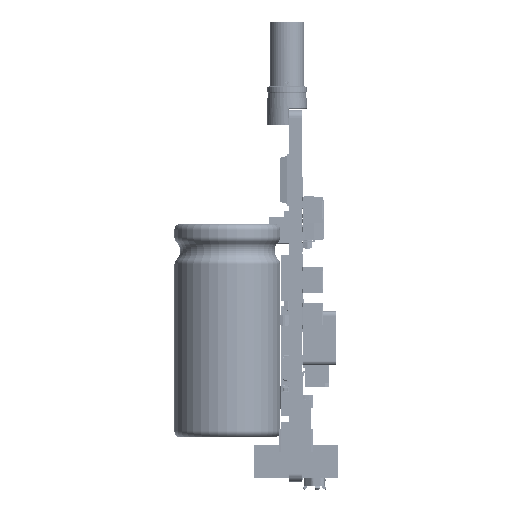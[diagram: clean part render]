
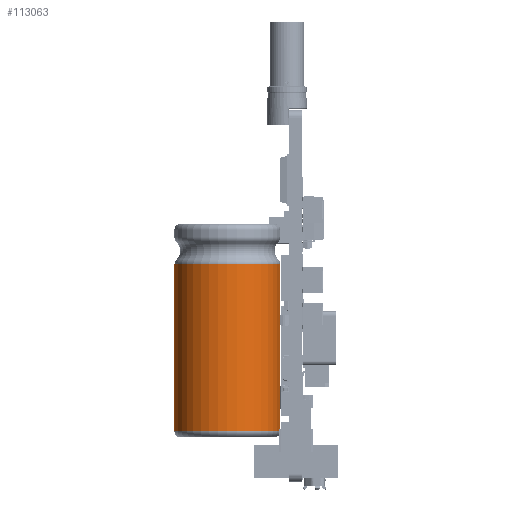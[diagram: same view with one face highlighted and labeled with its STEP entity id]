
A CAD part, left-side view. The second image highlights one B-rep face of the part: STEP entity #113063.
In plain terms, the highlighted cylindrical face has radius 6.4 mm (diameter 12.8 mm), a full revolution.
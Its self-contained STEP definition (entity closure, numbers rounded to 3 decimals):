
#2180=CIRCLE('',#119372,6.4);
#2181=CIRCLE('',#119373,6.4);
#2189=CIRCLE('',#119383,6.4);
#2190=CIRCLE('',#119384,6.4);
#7028=CYLINDRICAL_SURFACE('',#119396,6.4);
#8706=FACE_OUTER_BOUND('',#14611,.T.);
#14611=EDGE_LOOP('',(#72437,#72438,#72439,#72440,#72441,#72442));
#22049=LINE('',#162074,#33400);
#33400=VECTOR('',#129944,6.4);
#44737=VERTEX_POINT('',#162032);
#44738=VERTEX_POINT('',#162033);
#44743=VERTEX_POINT('',#162048);
#44744=VERTEX_POINT('',#162050);
#55932=EDGE_CURVE('',#44737,#44738,#2180,.T.);
#55933=EDGE_CURVE('',#44738,#44737,#2181,.T.);
#55941=EDGE_CURVE('',#44744,#44743,#2189,.T.);
#55942=EDGE_CURVE('',#44743,#44744,#2190,.T.);
#55953=EDGE_CURVE('',#44737,#44744,#22049,.T.);
#72437=ORIENTED_EDGE('',*,*,#55932,.T.);
#72438=ORIENTED_EDGE('',*,*,#55933,.T.);
#72439=ORIENTED_EDGE('',*,*,#55953,.T.);
#72440=ORIENTED_EDGE('',*,*,#55941,.T.);
#72441=ORIENTED_EDGE('',*,*,#55942,.T.);
#72442=ORIENTED_EDGE('',*,*,#55953,.F.);
#113063=ADVANCED_FACE('',(#8706),#7028,.T.);
#119372=AXIS2_PLACEMENT_3D('',#162034,#129893,#129894);
#119373=AXIS2_PLACEMENT_3D('',#162035,#129895,#129896);
#119383=AXIS2_PLACEMENT_3D('',#162051,#129915,#129916);
#119384=AXIS2_PLACEMENT_3D('',#162052,#129917,#129918);
#119396=AXIS2_PLACEMENT_3D('',#162073,#129942,#129943);
#129893=DIRECTION('center_axis',(0.,1.,0.));
#129894=DIRECTION('ref_axis',(0.,0.,
1.));
#129895=DIRECTION('center_axis',(0.,1.,0.));
#129896=DIRECTION('ref_axis',(0.,0.,
1.));
#129915=DIRECTION('center_axis',(0.,-1.,0.));
#129916=DIRECTION('ref_axis',(0.,0.,
1.));
#129917=DIRECTION('center_axis',(0.,-1.,0.));
#129918=DIRECTION('ref_axis',(0.,0.,
1.));
#129942=DIRECTION('center_axis',(0.,-1.,0.));
#129943=DIRECTION('ref_axis',(0.,0.,
-1.));
#129944=DIRECTION('',(0.,1.,0.));
#162032=CARTESIAN_POINT('',(0.,17.707,15.47));
#162033=CARTESIAN_POINT('',(0.,17.707,2.67));
#162034=CARTESIAN_POINT('Origin',(0.,17.707,
9.07));
#162035=CARTESIAN_POINT('Origin',(0.,17.707,
9.07));
#162048=CARTESIAN_POINT('',(0.,37.92,2.67));
#162050=CARTESIAN_POINT('',(0.,37.92,15.47));
#162051=CARTESIAN_POINT('Origin',(0.,37.92,
9.07));
#162052=CARTESIAN_POINT('Origin',(0.,37.92,
9.07));
#162073=CARTESIAN_POINT('Origin',(0.,12.82,
9.07));
#162074=CARTESIAN_POINT('',(0.,12.82,15.47));
